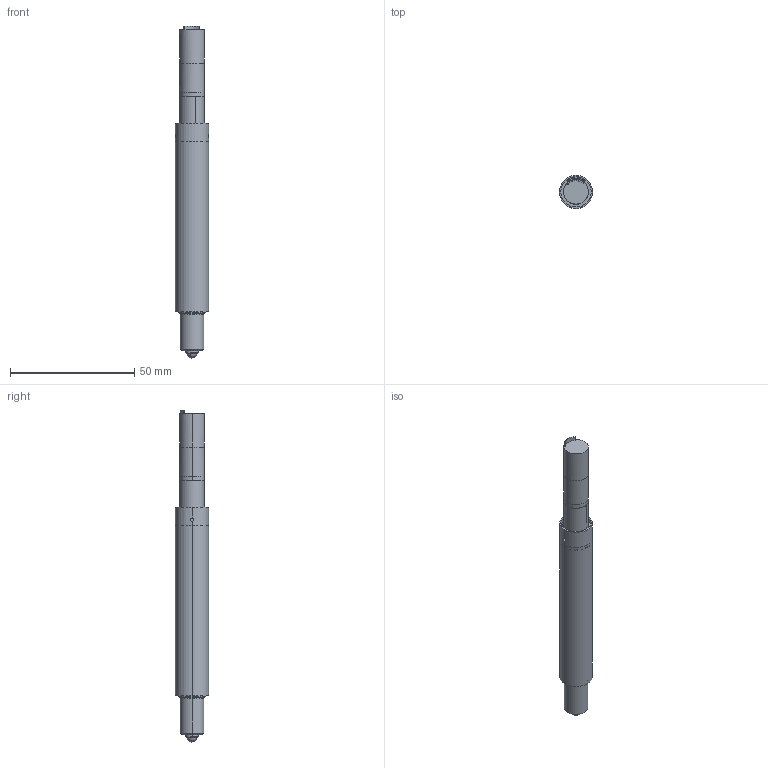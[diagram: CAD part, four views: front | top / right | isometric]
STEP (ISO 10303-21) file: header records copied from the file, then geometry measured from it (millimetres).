
FILE_DESCRIPTION (( 'STEP AP214' ), '1' );
FILE_NAME ('8631-E0W.STEP', '2009-02-23T20:37:58', ( 'Admin' ), ( 'Thorlabs, Inc.' ), 'SwSTEP 2.0', 'SolidWorks 2007', '' );
FILE_SCHEMA (( 'AUTOMOTIVE_DESIGN' ));
Length unit declared in the file: inch
Products named in the file (1): 8631-E0W
Bounding box: 13.34 x 13.34 x 133.86 mm (x, y, z)
Volume: 9758.6 mm3; surface area: 16022.4 mm2
Topology: 6 solids, 6 shells, 203 faces, 541 edges, 347 vertices
Faces by surface type: cylinder 95, plane 90, cone 14, sphere 4
Entity records: 9640 total; most frequent: CARTESIAN_POINT 1781, DIRECTION 1097, ORIENTED_EDGE 1066, EDGE_CURVE 533, AXIS2_PLACEMENT_3D 427, VERTEX_POINT 345, VECTOR 243, LINE 243
